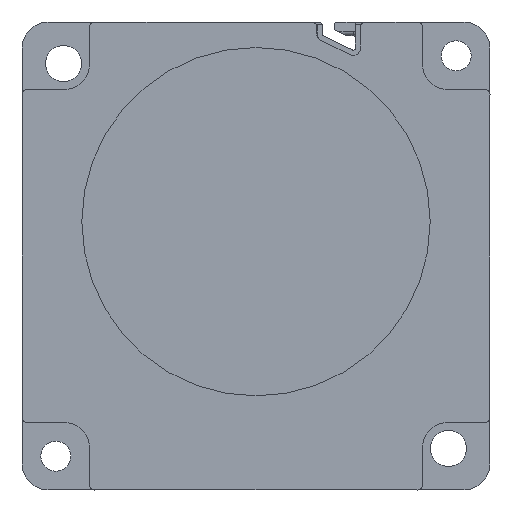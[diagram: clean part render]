
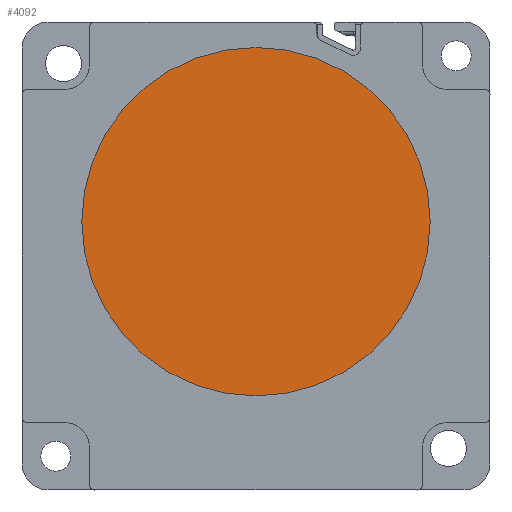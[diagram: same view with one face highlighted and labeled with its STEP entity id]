
A CAD part, front view. The second image highlights one B-rep face of the part: STEP entity #4092.
In plain terms, the highlighted planar face has unit normal (0, -1, 0).
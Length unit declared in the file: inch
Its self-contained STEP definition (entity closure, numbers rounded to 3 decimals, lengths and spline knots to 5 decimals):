
#2193=CARTESIAN_POINT('',(0.,0.,0.12992));
#2194=DIRECTION('',(0.,-1.,0.));
#2195=DIRECTION('',(1.,0.,0.));
#2196=AXIS2_PLACEMENT_3D('',#2193,#2194,#2195);
#2206=CARTESIAN_POINT('',(0.,0.,0.12992));
#2207=DIRECTION('',(0.,-1.,0.));
#2208=DIRECTION('',(-1.,0.,0.));
#2209=AXIS2_PLACEMENT_3D('',#2206,#2207,#2208);
#3401=CARTESIAN_POINT('',(0.65945,0.,0.12992));
#3402=CARTESIAN_POINT('',(-0.65945,0.,0.12992));
#3403=VERTEX_POINT('',#3401);
#3404=VERTEX_POINT('',#3402);
#4081=CARTESIAN_POINT('',(0.,0.,0.));
#4082=DIRECTION('',(0.,1.,0.));
#4083=DIRECTION('',(1.,0.,0.));
#4084=AXIS2_PLACEMENT_3D('',#4081,#4082,#4083);
#4085=PLANE('',#4084);
#4087=ORIENTED_EDGE('',*,*,#4086,.F.);
#4089=ORIENTED_EDGE('',*,*,#4088,.F.);
#4090=EDGE_LOOP('',(#4087,#4089));
#4091=FACE_OUTER_BOUND('',#4090,.F.);
#4092=ADVANCED_FACE('',(#4091),#4085,.F.);
#2197=CIRCLE('',#2196,0.65945);
#2210=CIRCLE('',#2209,0.65945);
#4086=EDGE_CURVE('',#3403,#3404,#2197,.T.);
#4088=EDGE_CURVE('',#3404,#3403,#2210,.T.);
